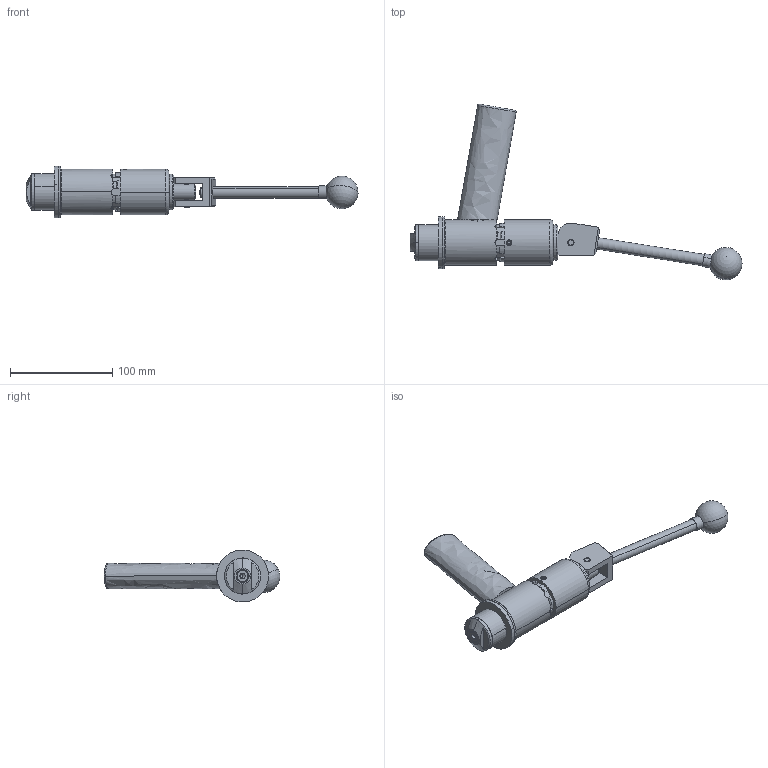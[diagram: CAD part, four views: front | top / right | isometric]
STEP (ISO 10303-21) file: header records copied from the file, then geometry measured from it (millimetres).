
FILE_DESCRIPTION (( 'STEP AP214' ), '1' );
FILE_NAME ('CTSC-003895.STEP', '2025-06-26T15:41:54', ( '' ), ( '' ), 'SwSTEP 2.0', 'SolidWorks 2023', '' );
FILE_SCHEMA (( 'AUTOMOTIVE_DESIGN' ));
Length unit declared in the file: inch
Products named in the file (1): CTSC-003895
Bounding box: 324.39 x 171.73 x 50.8 mm (x, y, z)
Volume: 319715.9 mm3; surface area: 81130.5 mm2
Topology: 10 solids, 11 shells, 327 faces, 800 edges, 511 vertices
Faces by surface type: cylinder 140, plane 117, cone 50, torus 11, bspline 7, sphere 2
Entity records: 16146 total; most frequent: CARTESIAN_POINT 4363, DIRECTION 1586, ORIENTED_EDGE 1582, EDGE_CURVE 791, AXIS2_PLACEMENT_3D 618, VERTEX_POINT 508, EDGE_LOOP 369, LINE 350
